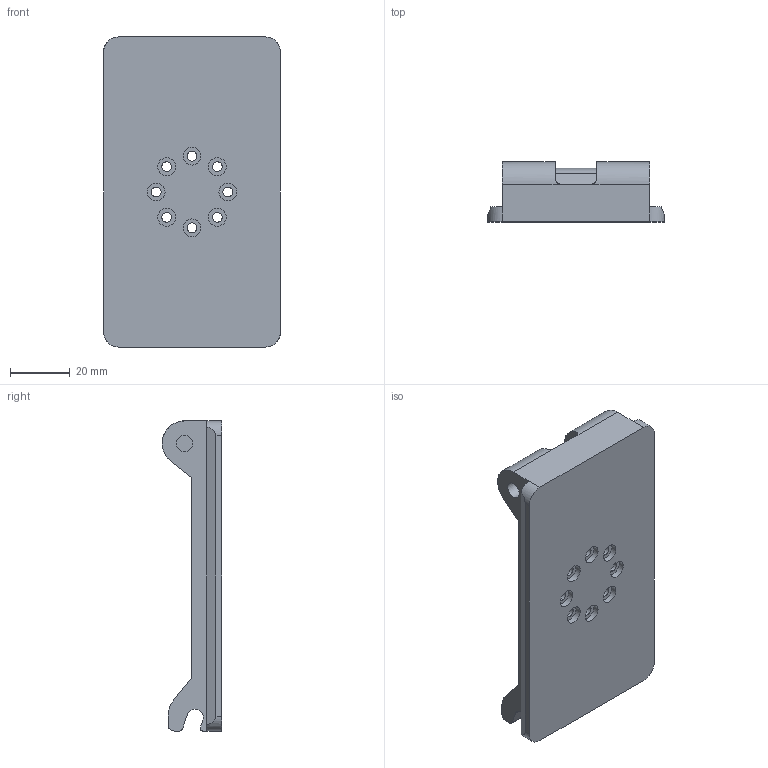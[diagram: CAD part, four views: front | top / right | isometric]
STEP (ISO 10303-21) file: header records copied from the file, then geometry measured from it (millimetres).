
FILE_DESCRIPTION(/* description */ ('STEP AP214'),/* implementation_level */ '2;1');
FILE_NAME(/* name */ 'DVL P001 dovetail base mount.step',/* time_stamp */ '2025-05-06T14:45:35+02:00',/* author */ (''),/* organization */ (''),/* preprocessor_version */ 'ST-DEVELOPER v20.1',/* originating_system */ 'Autodesk Translation Framework v14.4.0.0',/* authorisation */ '');
FILE_SCHEMA (('AUTOMOTIVE_DESIGN { 1 0 10303 214 3 1 1 }'));
Length unit declared in the file: millimetre
Products named in the file (1): DVL P001 dovetail base mount
Bounding box: 59.3 x 19.99 x 104 mm (x, y, z)
Volume: 53411.8 mm3; surface area: 18983 mm2
Topology: 1 solids, 1 shells, 64 faces, 147 edges, 96 vertices
Faces by surface type: cylinder 32, plane 32
Full cylindrical faces by diameter (mm): 3.3 x8, 5.5 x2, 5.96 x8, 46 x1
Entity records: 1915 total; most frequent: DIRECTION 341, CARTESIAN_POINT 326, ORIENTED_EDGE 294, EDGE_CURVE 147, AXIS2_PLACEMENT_3D 131, VERTEX_POINT 96, EDGE_LOOP 91, LINE 79
